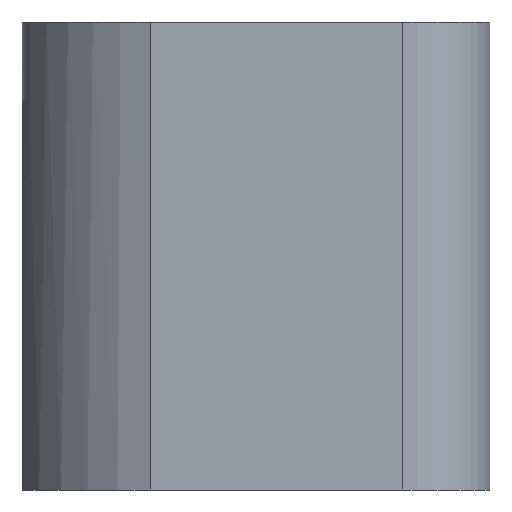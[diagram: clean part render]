
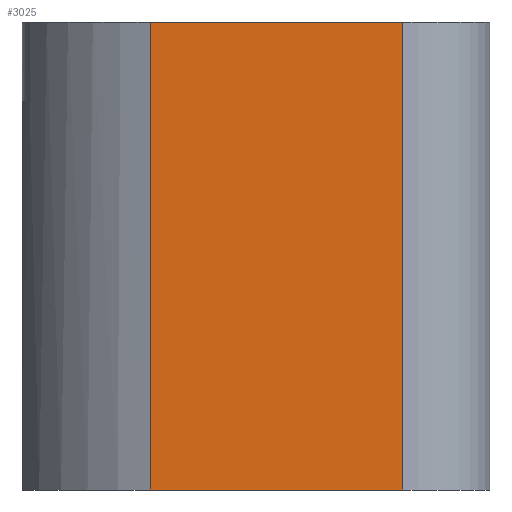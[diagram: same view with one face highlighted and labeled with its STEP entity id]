
A CAD part, left-side view. The second image highlights one B-rep face of the part: STEP entity #3025.
In plain terms, the highlighted planar face has unit normal (-1, 0, 0).
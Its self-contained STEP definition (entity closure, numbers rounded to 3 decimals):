
#645=DIRECTION('',(0.,1.,0.));
#646=VECTOR('',#645,5.8);
#647=CARTESIAN_POINT('',(-4.55,-2.55,2.28));
#648=LINE('',#647,#646);
#865=DIRECTION('',(0.,0.,1.));
#866=VECTOR('',#865,10.75);
#867=CARTESIAN_POINT('',(-4.55,-2.55,-8.47));
#868=LINE('',#867,#866);
#869=DIRECTION('',(0.,0.,1.));
#870=VECTOR('',#869,10.75);
#871=CARTESIAN_POINT('',(-4.55,3.25,-8.47));
#872=LINE('',#871,#870);
#912=DIRECTION('',(0.,1.,0.));
#913=VECTOR('',#912,5.8);
#914=CARTESIAN_POINT('',(-4.55,-2.55,-8.47));
#915=LINE('',#914,#913);
#1553=CARTESIAN_POINT('',(-4.55,3.25,-8.47));
#1554=CARTESIAN_POINT('',(-4.55,3.25,2.28));
#1555=VERTEX_POINT('',#1553);
#1556=VERTEX_POINT('',#1554);
#1589=CARTESIAN_POINT('',(-4.55,-2.55,2.28));
#1591=VERTEX_POINT('',#1589);
#1595=CARTESIAN_POINT('',(-4.55,-2.55,-8.47));
#1596=VERTEX_POINT('',#1595);
#3012=CARTESIAN_POINT('',(-4.55,-4.55,2.28));
#3013=DIRECTION('',(-1.,0.,0.));
#3014=DIRECTION('',(0.,1.,0.));
#3015=AXIS2_PLACEMENT_3D('',#3012,#3013,#3014);
#3016=PLANE('',#3015);
#3018=ORIENTED_EDGE('',*,*,#3017,.F.);
#3020=ORIENTED_EDGE('',*,*,#3019,.T.);
#3021=ORIENTED_EDGE('',*,*,#2993,.T.);
#3022=ORIENTED_EDGE('',*,*,#2769,.F.);
#3023=EDGE_LOOP('',(#3018,#3020,#3021,#3022));
#3024=FACE_OUTER_BOUND('',#3023,.F.);
#2769=EDGE_CURVE('',#1591,#1556,#648,.T.);
#2993=EDGE_CURVE('',#1555,#1556,#872,.T.);
#3017=EDGE_CURVE('',#1596,#1591,#868,.T.);
#3019=EDGE_CURVE('',#1596,#1555,#915,.T.);
#3025=ADVANCED_FACE('',(#3024),#3016,.T.);
